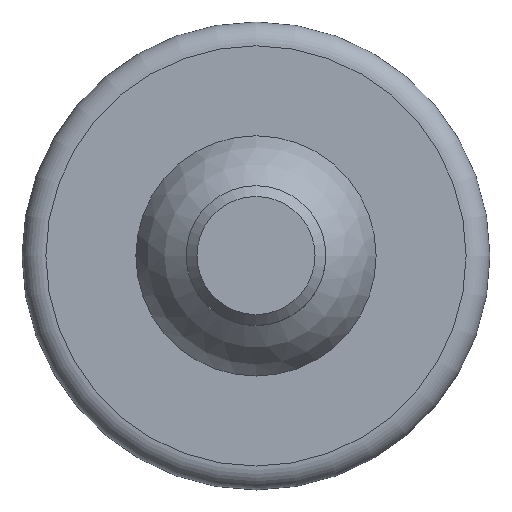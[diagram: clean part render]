
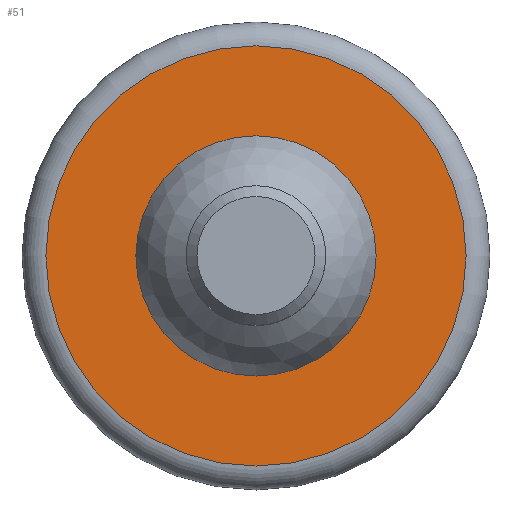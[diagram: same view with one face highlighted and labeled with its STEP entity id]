
A CAD part, top view. The second image highlights one B-rep face of the part: STEP entity #51.
In plain terms, the highlighted planar face has unit normal (0, 0, 1).
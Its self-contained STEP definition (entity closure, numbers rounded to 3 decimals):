
#31 = VERTEX_POINT('',#32);
#32 = CARTESIAN_POINT('',(6.017,0.,1.06));
#39 = EDGE_CURVE('',#31,#31,#40,.T.);
#40 = CIRCLE('',#41,6.017);
#41 = AXIS2_PLACEMENT_3D('',#42,#43,#44);
#42 = CARTESIAN_POINT('',(0.,0.,1.06));
#43 = DIRECTION('',(0.,0.,-1.));
#44 = DIRECTION('',(1.,0.,0.));
#51 = ADVANCED_FACE('',(#52,#55),#66,.F.);
#52 = FACE_BOUND('',#53,.F.);
#53 = EDGE_LOOP('',(#54));
#54 = ORIENTED_EDGE('',*,*,#39,.T.);
#55 = FACE_BOUND('',#56,.F.);
#56 = EDGE_LOOP('',(#57));
#57 = ORIENTED_EDGE('',*,*,#58,.F.);
#58 = EDGE_CURVE('',#59,#59,#61,.T.);
#59 = VERTEX_POINT('',#60);
#60 = CARTESIAN_POINT('',(3.44,0.,1.06));
#61 = CIRCLE('',#62,3.44);
#62 = AXIS2_PLACEMENT_3D('',#63,#64,#65);
#63 = CARTESIAN_POINT('',(0.,0.,1.06));
#64 = DIRECTION('',(0.,0.,-1.));
#65 = DIRECTION('',(1.,0.,0.));
#66 = PLANE('',#67);
#67 = AXIS2_PLACEMENT_3D('',#68,#69,#70);
#68 = CARTESIAN_POINT('',(0.,0.,1.06));
#69 = DIRECTION('',(0.,0.,-1.));
#70 = DIRECTION('',(1.,0.,0.));
